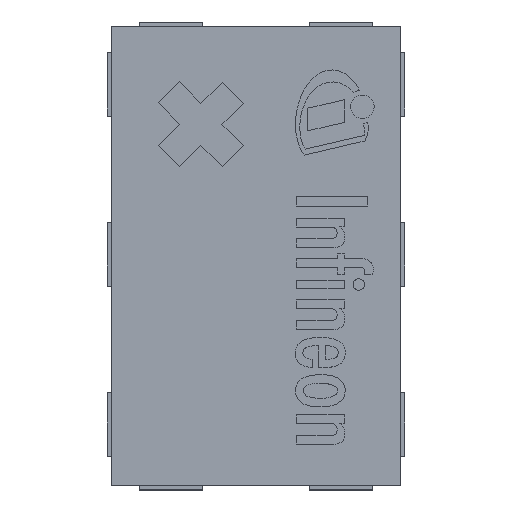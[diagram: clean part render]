
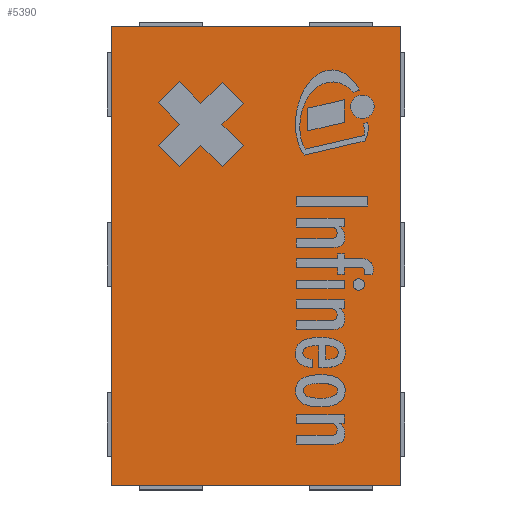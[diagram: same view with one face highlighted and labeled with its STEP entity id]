
A CAD part, top view. The second image highlights one B-rep face of the part: STEP entity #5390.
In plain terms, the highlighted planar face has unit normal (0, 0, 1).
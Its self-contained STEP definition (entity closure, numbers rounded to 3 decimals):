
#360=FACE_BOUND('',#707,.T.);
#380=FACE_OUTER_BOUND('',#706,.T.);
#706=EDGE_LOOP('',(#3619,#3620,#3621,#3622));
#707=EDGE_LOOP('',(#3623,#3624,#3625,#3626,#3627,#3628,#3629,#3630,#3631,
#3632,#3633,#3634));
#1028=LINE('',#7882,#1633);
#1032=LINE('',#7889,#1637);
#1035=LINE('',#7895,#1640);
#1038=LINE('',#7901,#1643);
#1041=LINE('',#7907,#1646);
#1044=LINE('',#7913,#1649);
#1047=LINE('',#7919,#1652);
#1050=LINE('',#7925,#1655);
#1053=LINE('',#7931,#1658);
#1056=LINE('',#7937,#1661);
#1059=LINE('',#7943,#1664);
#1061=LINE('',#7946,#1666);
#1062=LINE('',#7951,#1667);
#1063=LINE('',#7953,#1668);
#1064=LINE('',#7955,#1669);
#1065=LINE('',#7956,#1670);
#1633=VECTOR('',#6251,1.);
#1637=VECTOR('',#6257,1.);
#1640=VECTOR('',#6262,1.);
#1643=VECTOR('',#6267,1.);
#1646=VECTOR('',#6272,1.);
#1649=VECTOR('',#6277,1.);
#1652=VECTOR('',#6282,1.);
#1655=VECTOR('',#6287,1.);
#1658=VECTOR('',#6292,1.);
#1661=VECTOR('',#6297,1.);
#1664=VECTOR('',#6302,1.);
#1666=VECTOR('',#6306,1.);
#1667=VECTOR('',#6311,1.);
#1668=VECTOR('',#6312,1.);
#1669=VECTOR('',#6313,1.);
#1670=VECTOR('',#6314,1.);
#2238=VERTEX_POINT('',#7879);
#2239=VERTEX_POINT('',#7881);
#2241=VERTEX_POINT('',#7887);
#2243=VERTEX_POINT('',#7893);
#2245=VERTEX_POINT('',#7899);
#2247=VERTEX_POINT('',#7905);
#2249=VERTEX_POINT('',#7911);
#2251=VERTEX_POINT('',#7917);
#2253=VERTEX_POINT('',#7923);
#2255=VERTEX_POINT('',#7929);
#2257=VERTEX_POINT('',#7935);
#2259=VERTEX_POINT('',#7941);
#2260=VERTEX_POINT('',#7949);
#2261=VERTEX_POINT('',#7950);
#2262=VERTEX_POINT('',#7952);
#2263=VERTEX_POINT('',#7954);
#2768=EDGE_CURVE('',#2239,#2238,#1028,.T.);
#2772=EDGE_CURVE('',#2238,#2241,#1032,.T.);
#2775=EDGE_CURVE('',#2241,#2243,#1035,.T.);
#2778=EDGE_CURVE('',#2243,#2245,#1038,.T.);
#2781=EDGE_CURVE('',#2245,#2247,#1041,.T.);
#2784=EDGE_CURVE('',#2247,#2249,#1044,.T.);
#2787=EDGE_CURVE('',#2249,#2251,#1047,.T.);
#2790=EDGE_CURVE('',#2251,#2253,#1050,.T.);
#2793=EDGE_CURVE('',#2253,#2255,#1053,.T.);
#2796=EDGE_CURVE('',#2255,#2257,#1056,.T.);
#2799=EDGE_CURVE('',#2257,#2259,#1059,.T.);
#2801=EDGE_CURVE('',#2259,#2239,#1061,.T.);
#2802=EDGE_CURVE('',#2260,#2261,#1062,.T.);
#2803=EDGE_CURVE('',#2261,#2262,#1063,.T.);
#2804=EDGE_CURVE('',#2262,#2263,#1064,.T.);
#2805=EDGE_CURVE('',#2263,#2260,#1065,.T.);
#3619=ORIENTED_EDGE('',*,*,#2802,.T.);
#3620=ORIENTED_EDGE('',*,*,#2803,.T.);
#3621=ORIENTED_EDGE('',*,*,#2804,.T.);
#3622=ORIENTED_EDGE('',*,*,#2805,.T.);
#3623=ORIENTED_EDGE('',*,*,#2768,.T.);
#3624=ORIENTED_EDGE('',*,*,#2772,.T.);
#3625=ORIENTED_EDGE('',*,*,#2775,.T.);
#3626=ORIENTED_EDGE('',*,*,#2778,.T.);
#3627=ORIENTED_EDGE('',*,*,#2781,.T.);
#3628=ORIENTED_EDGE('',*,*,#2784,.T.);
#3629=ORIENTED_EDGE('',*,*,#2787,.T.);
#3630=ORIENTED_EDGE('',*,*,#2790,.T.);
#3631=ORIENTED_EDGE('',*,*,#2793,.T.);
#3632=ORIENTED_EDGE('',*,*,#2796,.T.);
#3633=ORIENTED_EDGE('',*,*,#2799,.T.);
#3634=ORIENTED_EDGE('',*,*,#2801,.T.);
#5158=PLANE('',#5747);
#5390=ADVANCED_FACE('',(#380,#360),#5158,.T.);
#5747=AXIS2_PLACEMENT_3D('',#7948,#6309,#6310);
#6251=DIRECTION('',(0.707,0.707,0.));
#6257=DIRECTION('',(0.707,-0.707,0.));
#6262=DIRECTION('',(-0.707,-0.707,0.));
#6267=DIRECTION('',(0.707,-0.707,0.));
#6272=DIRECTION('',(-0.707,-0.707,0.));
#6277=DIRECTION('',(-0.707,0.707,0.));
#6282=DIRECTION('',(-0.707,-0.707,0.));
#6287=DIRECTION('',(-0.707,0.707,0.));
#6292=DIRECTION('',(0.707,0.707,0.));
#6297=DIRECTION('',(-0.707,0.707,0.));
#6302=DIRECTION('',(0.707,0.707,0.));
#6306=DIRECTION('',(0.707,-0.707,0.));
#6309=DIRECTION('center_axis',(0.,0.,1.));
#6310=DIRECTION('ref_axis',(1.,0.,0.));
#6311=DIRECTION('',(-1.,0.,0.));
#6312=DIRECTION('',(0.,-1.,0.));
#6313=DIRECTION('',(1.,0.,0.));
#6314=DIRECTION('',(0.,1.,0.));
#7879=CARTESIAN_POINT('',(-0.08,0.408,0.4));
#7881=CARTESIAN_POINT('',(-0.13,0.359,0.4));
#7882=CARTESIAN_POINT('',(-0.162,0.326,0.4));
#7887=CARTESIAN_POINT('',(-0.03,0.359,0.4));
#7889=CARTESIAN_POINT('',(0.067,0.262,0.4));
#7893=CARTESIAN_POINT('',(-0.08,0.309,0.4));
#7895=CARTESIAN_POINT('',(-0.137,0.252,0.4));
#7899=CARTESIAN_POINT('',(-0.03,0.259,0.4));
#7901=CARTESIAN_POINT('',(0.042,0.187,0.4));
#7905=CARTESIAN_POINT('',(-0.079,0.209,0.4));
#7907=CARTESIAN_POINT('',(-0.112,0.177,0.4));
#7911=CARTESIAN_POINT('',(-0.13,0.26,0.4));
#7913=CARTESIAN_POINT('',(-0.032,0.162,0.4));
#7917=CARTESIAN_POINT('',(-0.18,0.209,0.4));
#7919=CARTESIAN_POINT('',(-0.187,0.202,0.4));
#7923=CARTESIAN_POINT('',(-0.229,0.259,0.4));
#7925=CARTESIAN_POINT('',(-0.107,0.137,0.4));
#7929=CARTESIAN_POINT('',(-0.179,0.309,0.4));
#7931=CARTESIAN_POINT('',(-0.212,0.277,0.4));
#7935=CARTESIAN_POINT('',(-0.23,0.36,0.4));
#7937=CARTESIAN_POINT('',(-0.082,0.213,0.4));
#7941=CARTESIAN_POINT('',(-0.181,0.409,0.4));
#7943=CARTESIAN_POINT('',(-0.238,0.352,0.4));
#7946=CARTESIAN_POINT('',(-0.008,0.237,0.4));
#7948=CARTESIAN_POINT('Origin',(0.,0.,0.4));
#7949=CARTESIAN_POINT('',(0.34,0.54,0.4));
#7950=CARTESIAN_POINT('',(-0.34,0.54,0.4));
#7951=CARTESIAN_POINT('',(0.34,0.54,0.4));
#7952=CARTESIAN_POINT('',(-0.34,-0.54,0.4));
#7953=CARTESIAN_POINT('',(-0.34,0.54,0.4));
#7954=CARTESIAN_POINT('',(0.34,-0.54,0.4));
#7955=CARTESIAN_POINT('',(-0.34,-0.54,0.4));
#7956=CARTESIAN_POINT('',(0.34,-0.54,0.4));
